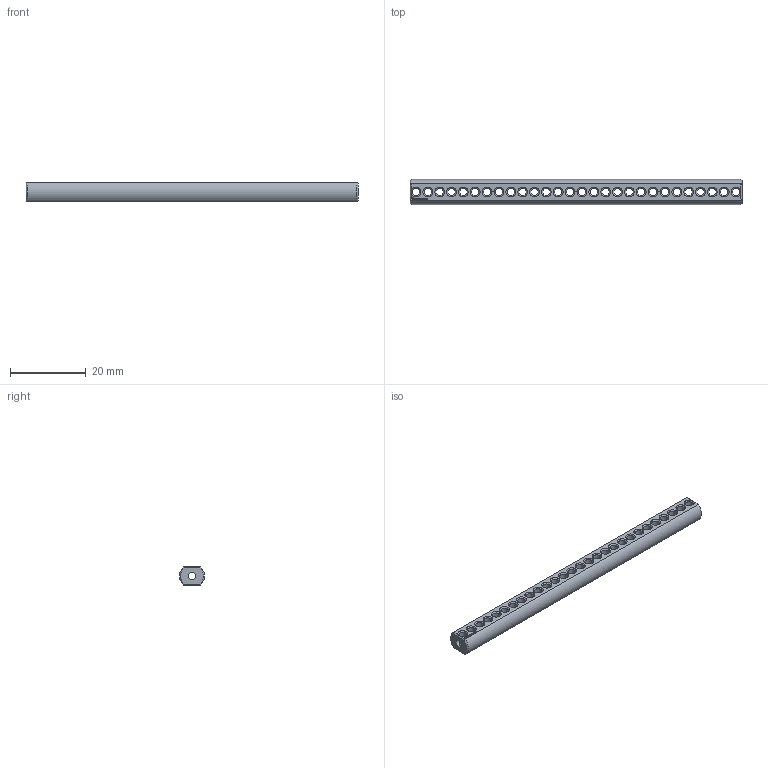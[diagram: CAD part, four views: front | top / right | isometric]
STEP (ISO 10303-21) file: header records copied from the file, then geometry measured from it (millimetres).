
FILE_DESCRIPTION(('FreeCAD Model'),'2;1');
FILE_NAME('Open CASCADE Shape Model','2024-06-18T12:59:32',(''),(''), 'Open CASCADE STEP processor 7.6','FreeCAD','Unknown');
FILE_SCHEMA(('AUTOMOTIVE_DESIGN { 1 0 10303 214 1 1 1 1 }'));
Length unit declared in the file: millimetre
Products named in the file (1): Shaft IDX BU07.00 - SPN-SFT-0148 (stemfie.org)
Bounding box: 87.5 x 6.6 x 5 mm (x, y, z)
Volume: 1996 mm3; surface area: 2543.4 mm2
Topology: 1 solids, 1 shells, 611 faces, 1791 edges, 1154 vertices
Faces by surface type: plane 324, extrusion 140, cylinder 87, cone 60
Full cylindrical faces by diameter (mm): 2 x85
Entity records: 20577 total; most frequent: CARTESIAN_POINT 4397, ORIENTED_EDGE 3582, DIRECTION 2957, EDGE_CURVE 1791, VECTOR 1289, VERTEX_POINT 1154, LINE 1149, AXIS2_PLACEMENT_3D 834
